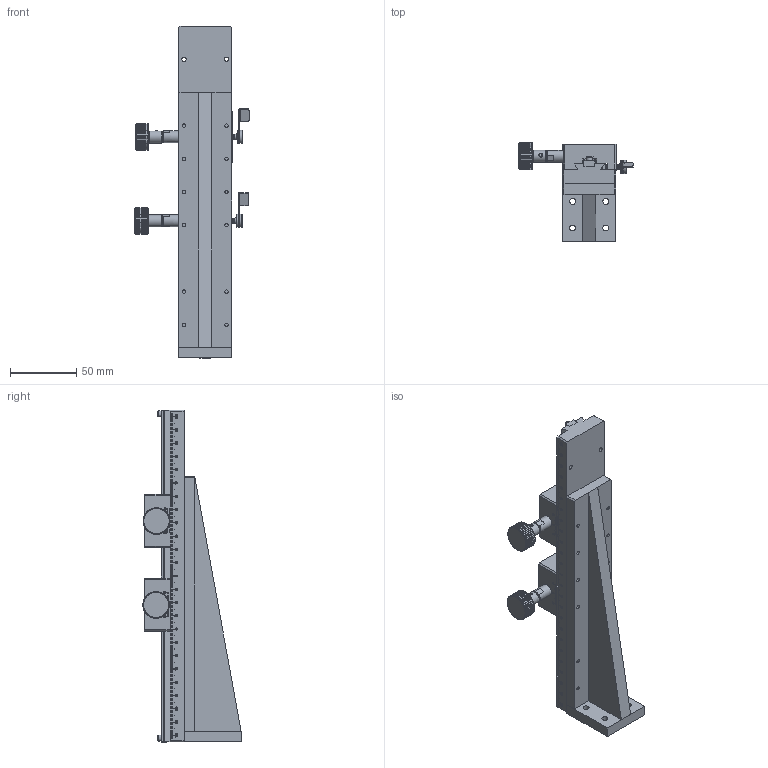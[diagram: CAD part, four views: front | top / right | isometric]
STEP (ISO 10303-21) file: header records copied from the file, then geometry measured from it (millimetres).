
FILE_DESCRIPTION (( 'STEP AP203' ), '1' );
FILE_NAME ('528798.STEP', '2024-10-15T03:19:38', ( 'Windows User' ), ( 'P R C' ), 'SwSTEP 2.0', 'SolidWorks 2020', '' );
FILE_SCHEMA (( 'CONFIG_CONTROL_DESIGN' ));
Products named in the file (1): 528798
Bounding box: 85.87 x 74.06 x 250 mm (x, y, z)
Volume: 351231.2 mm3; surface area: 124890.6 mm2
Topology: 44 solids, 44 shells, 4487 faces, 11803 edges, 7565 vertices
Faces by surface type: plane 2774, bspline 697, cone 535, cylinder 481
Full cylindrical faces by diameter (mm): 2.05 x7, 2.2 x2, 2.5 x86, 2.9 x5, 3 x8, 3.3 x14, 4 x36, 4.1 x4, 4.5 x14, 5 x3, 5.5 x4, 6 x6, 7 x4, 7.4 x2, 8 x14, 9 x6, 10 x4
Entity records: 325571 total; most frequent: CARTESIAN_POINT 223731, ORIENTED_EDGE 22522, DIRECTION 17768, EDGE_CURVE 11261, VERTEX_POINT 7389, LINE 7376, VECTOR 7376, AXIS2_PLACEMENT_3D 5196
